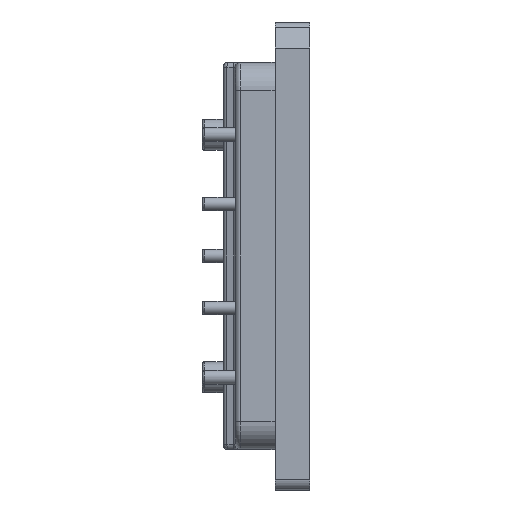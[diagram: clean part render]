
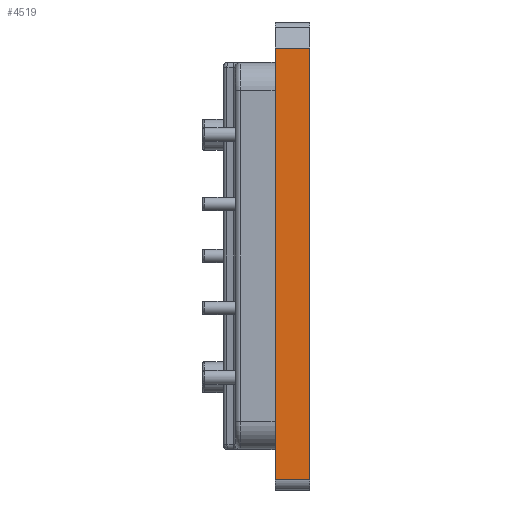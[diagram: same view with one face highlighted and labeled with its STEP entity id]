
A CAD part, left-side view. The second image highlights one B-rep face of the part: STEP entity #4519.
In plain terms, the highlighted planar face has unit normal (-1, 0, 0).
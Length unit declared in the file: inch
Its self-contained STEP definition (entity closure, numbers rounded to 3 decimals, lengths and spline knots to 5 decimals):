
#221 = VERTEX_POINT ( 'NONE', #3367 ) ;
#227 = VERTEX_POINT ( 'NONE', #3372 ) ;
#253 = VERTEX_POINT ( 'NONE', #3391 ) ;
#319 = VERTEX_POINT ( 'NONE', #2038 ) ;
#364 = EDGE_LOOP ( 'NONE', ( #1639, #1511, #1796, #1863 ) ) ;
#476 = LINE ( 'NONE', #2485, #555 ) ;
#555 = VECTOR ( 'NONE', #2486, 39.37008 ) ;
#561 = LINE ( 'NONE', #2391, #574 ) ;
#574 = VECTOR ( 'NONE', #2396, 39.37008 ) ;
#581 = VECTOR ( 'NONE', #2484, 39.37008 ) ;
#583 = LINE ( 'NONE', #2483, #581 ) ;
#891 = EDGE_CURVE ( 'NONE', #319, #253, #2964, .T. ) ;
#1182 = PLANE ( 'NONE',  #2673 ) ;
#1184 = CARTESIAN_POINT ( 'NONE',  ( -3.2, 0.2, -1.29 ) ) ;
#1189 = DIRECTION ( 'NONE',  ( 1., 0., 0. ) ) ;
#1190 = DIRECTION ( 'NONE',  ( 0., 0., -1. ) ) ;
#1511 = ORIENTED_EDGE ( 'NONE', *, *, #3042, .F. ) ;
#1639 = ORIENTED_EDGE ( 'NONE', *, *, #3031, .T. ) ;
#1796 = ORIENTED_EDGE ( 'NONE', *, *, #891, .F. ) ;
#1863 = ORIENTED_EDGE ( 'NONE', *, *, #3041, .T. ) ;
#2038 = CARTESIAN_POINT ( 'NONE',  ( -3.2, 0.2, -1.29 ) ) ;
#2207 = FACE_OUTER_BOUND ( 'NONE', #364, .T. ) ;
#2391 = CARTESIAN_POINT ( 'NONE',  ( -3.2, 0., -1.29 ) ) ;
#2396 = DIRECTION ( 'NONE',  ( 0., 0., 1. ) ) ;
#2483 = CARTESIAN_POINT ( 'NONE',  ( -3.2, 0.2, -1.29 ) ) ;
#2484 = DIRECTION ( 'NONE',  ( 0., -1., 0. ) ) ;
#2485 = CARTESIAN_POINT ( 'NONE',  ( -3.2, 0.2, 1.2 ) ) ;
#2486 = DIRECTION ( 'NONE',  ( 0., -1., 0. ) ) ;
#2673 = AXIS2_PLACEMENT_3D ( 'NONE', #1184, #1189, #1190 ) ;
#2935 = VECTOR ( 'NONE', #4779, 39.37008 ) ;
#2964 = LINE ( 'NONE', #4778, #2935 ) ;
#3031 = EDGE_CURVE ( 'NONE', #221, #227, #561, .T. ) ;
#3041 = EDGE_CURVE ( 'NONE', #319, #221, #583, .T. ) ;
#3042 = EDGE_CURVE ( 'NONE', #253, #227, #476, .T. ) ;
#3367 = CARTESIAN_POINT ( 'NONE',  ( -3.2, 0., -1.29 ) ) ;
#3372 = CARTESIAN_POINT ( 'NONE',  ( -3.2, 0., 1.2 ) ) ;
#3391 = CARTESIAN_POINT ( 'NONE',  ( -3.2, 0.2, 1.2 ) ) ;
#4519 = ADVANCED_FACE ( 'NONE', ( #2207 ), #1182, .F. ) ;
#4778 = CARTESIAN_POINT ( 'NONE',  ( -3.2, 0.2, -1.29 ) ) ;
#4779 = DIRECTION ( 'NONE',  ( 0., 0., 1. ) ) ;
